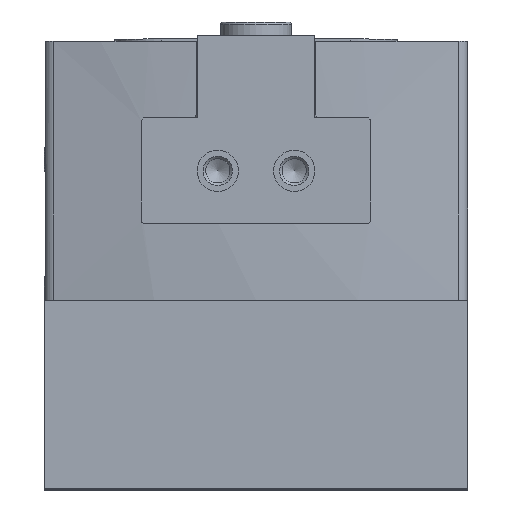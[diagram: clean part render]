
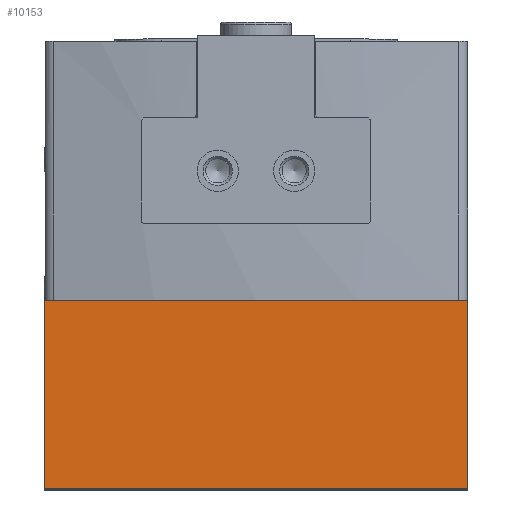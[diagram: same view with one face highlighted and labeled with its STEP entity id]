
A CAD part, top view. The second image highlights one B-rep face of the part: STEP entity #10153.
In plain terms, the highlighted planar face has unit normal (0, 0, 1).
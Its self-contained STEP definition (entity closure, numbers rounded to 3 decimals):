
#1207=ORIENTED_EDGE('',*,*,#3054,.T.);
#1208=ORIENTED_EDGE('',*,*,#2996,.F.);
#1209=ORIENTED_EDGE('',*,*,#3126,.F.);
#1210=ORIENTED_EDGE('',*,*,#2962,.T.);
#2962=EDGE_CURVE('',#3903,#3902,#4476,.T.);
#2996=EDGE_CURVE('',#3932,#3933,#4502,.T.);
#3054=EDGE_CURVE('',#3902,#3933,#4537,.T.);
#3126=EDGE_CURVE('',#3903,#3932,#4570,.T.);
#3902=VERTEX_POINT('',#14623);
#3903=VERTEX_POINT('',#14625);
#3932=VERTEX_POINT('',#14690);
#3933=VERTEX_POINT('',#14692);
#4476=LINE('',#14624,#5004);
#4502=LINE('',#14691,#5030);
#4537=LINE('',#14803,#5065);
#4570=LINE('',#14939,#5098);
#5004=VECTOR('',#11847,1000.);
#5030=VECTOR('',#11895,1000.);
#5065=VECTOR('',#11988,1000.);
#5098=VECTOR('',#12117,1000.);
#5581=EDGE_LOOP('',(#1207,#1208,#1209,#1210));
#6255=FACE_BOUND('',#5581,.T.);
#6855=PLANE('',#10821);
#10153=ADVANCED_FACE('',(#6255),#6855,.F.);
#10821=AXIS2_PLACEMENT_3D('',#14938,#12115,#12116);
#11847=DIRECTION('',(0.,-1.,0.));
#11895=DIRECTION('',(0.,-1.,0.));
#11988=DIRECTION('',(1.,0.,0.));
#12115=DIRECTION('',(0.,0.,-1.));
#12116=DIRECTION('',(-1.,0.,0.));
#12117=DIRECTION('',(1.,0.,0.));
#14623=CARTESIAN_POINT('',(-36.,0.,62.5));
#14624=CARTESIAN_POINT('',(-36.,32.,62.5));
#14625=CARTESIAN_POINT('',(-36.,32.,62.5));
#14690=CARTESIAN_POINT('',(36.,32.,62.5));
#14691=CARTESIAN_POINT('',(36.,32.,62.5));
#14692=CARTESIAN_POINT('',(36.,0.,62.5));
#14803=CARTESIAN_POINT('',(-36.,0.,62.5));
#14938=CARTESIAN_POINT('',(-36.,32.,62.5));
#14939=CARTESIAN_POINT('',(-36.,32.,62.5));
